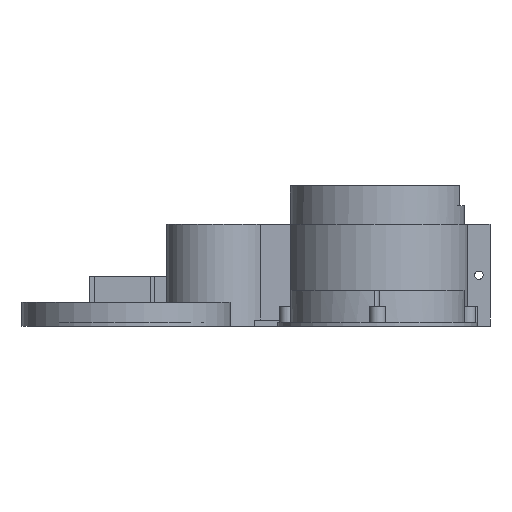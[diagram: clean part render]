
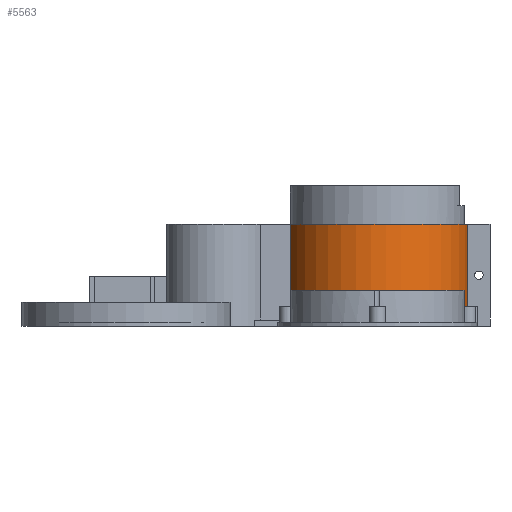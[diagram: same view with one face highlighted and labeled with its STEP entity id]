
A CAD part, left-side view. The second image highlights one B-rep face of the part: STEP entity #5563.
In plain terms, the highlighted cylindrical face has radius 45.5 mm (diameter 91 mm), a partial arc.
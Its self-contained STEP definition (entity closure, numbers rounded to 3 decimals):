
#664=FACE_OUTER_BOUND('',#1110,.T.);
#1110=EDGE_LOOP('',(#4676,#4677,#4678,#4679));
#1464=LINE('',#10594,#1886);
#1465=LINE('',#10600,#1887);
#1886=VECTOR('',#7459,10.);
#1887=VECTOR('',#7466,10.);
#2317=CIRCLE('',#6205,45.5);
#2318=CIRCLE('',#6206,45.5);
#2719=VERTEX_POINT('',#10590);
#2720=VERTEX_POINT('',#10592);
#2721=VERTEX_POINT('',#10596);
#2722=VERTEX_POINT('',#10598);
#3407=EDGE_CURVE('',#2719,#2720,#1464,.T.);
#3408=EDGE_CURVE('',#2721,#2719,#2317,.T.);
#3409=EDGE_CURVE('',#2722,#2720,#2318,.T.);
#3410=EDGE_CURVE('',#2721,#2722,#1465,.T.);
#4676=ORIENTED_EDGE('',*,*,#3408,.T.);
#4677=ORIENTED_EDGE('',*,*,#3407,.T.);
#4678=ORIENTED_EDGE('',*,*,#3409,.F.);
#4679=ORIENTED_EDGE('',*,*,#3410,.F.);
#5349=CYLINDRICAL_SURFACE('',#6204,45.5);
#5563=ADVANCED_FACE('',(#664),#5349,.T.);
#6204=AXIS2_PLACEMENT_3D('',#10595,#7460,#7461);
#6205=AXIS2_PLACEMENT_3D('',#10597,#7462,#7463);
#6206=AXIS2_PLACEMENT_3D('',#10599,#7464,#7465);
#7459=DIRECTION('',(0.,0.,1.));
#7460=DIRECTION('center_axis',(0.,0.,1.));
#7461=DIRECTION('ref_axis',(-0.312,0.95,0.));
#7462=DIRECTION('center_axis',(0.,0.,1.));
#7463=DIRECTION('ref_axis',(-0.312,0.95,0.));
#7464=DIRECTION('center_axis',(0.,0.,1.));
#7465=DIRECTION('ref_axis',(-0.312,0.95,0.));
#7466=DIRECTION('',(0.,0.,1.));
#10590=CARTESIAN_POINT('',(344.499,4.834,0.));
#10592=CARTESIAN_POINT('',(344.499,4.834,50.8));
#10594=CARTESIAN_POINT('',(344.499,4.834,0.));
#10595=CARTESIAN_POINT('Origin',(350.,50.,0.));
#10596=CARTESIAN_POINT('',(335.813,93.232,0.));
#10597=CARTESIAN_POINT('Origin',(350.,50.,0.));
#10598=CARTESIAN_POINT('',(335.813,93.232,50.8));
#10599=CARTESIAN_POINT('Origin',(350.,50.,50.8));
#10600=CARTESIAN_POINT('',(335.813,93.232,0.));
